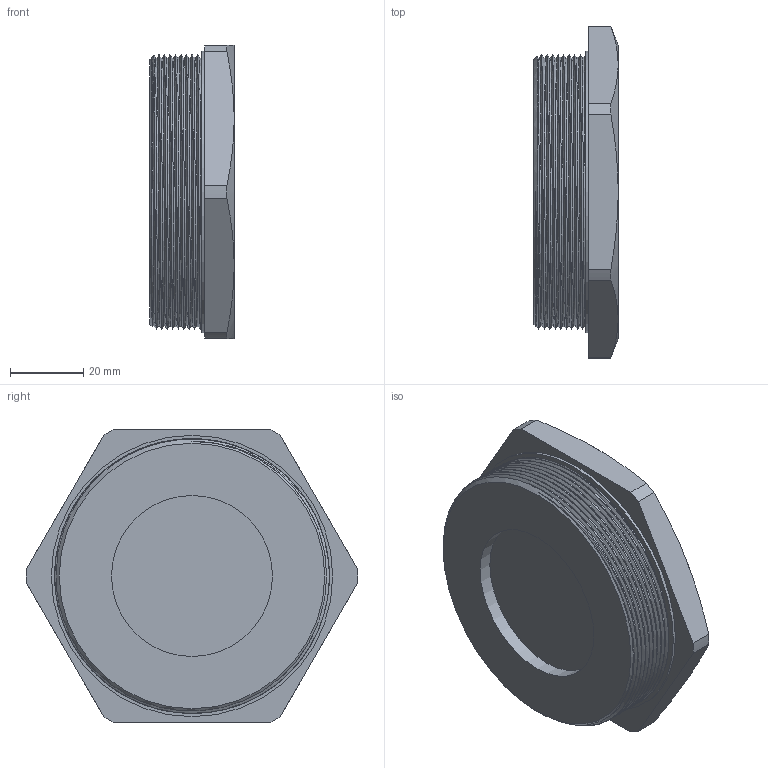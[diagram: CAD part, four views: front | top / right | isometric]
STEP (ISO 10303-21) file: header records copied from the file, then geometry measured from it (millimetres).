
FILE_DESCRIPTION(/* description */ ('Adapter Metall Ex M 75x1,5 / NPT 1 1/2"'),/* implementation_level */ '2;1');
FILE_NAME(/* name */ 'RX745809-RST.stp',/* time_stamp */ '2023-01-23T14:44:14+01:00',/* author */ ('sl'),/* organization */ (''),/* preprocessor_version */ 'ST-DEVELOPER v16.5',/* originating_system */ 'Autodesk Inventor 2017',/* authorisation */ '');
FILE_SCHEMA (('AUTOMOTIVE_DESIGN { 1 0 10303 214 3 1 1 }'));
Length unit declared in the file: millimetre
Products named in the file (1): RX745809
Bounding box: 23 x 90.49 x 80 mm (x, y, z)
Volume: 69732.8 mm3; surface area: 27325 mm2
Topology: 2 solids, 2 shells, 39 faces, 88 edges, 55 vertices
Faces by surface type: plane 13, cone 10, cylinder 10, bspline 6
Full cylindrical faces by diameter (mm): 43.88 x1, 76.7 x1
Entity records: 5208 total; most frequent: CARTESIAN_POINT 4385, ORIENTED_EDGE 162, DIRECTION 146, EDGE_CURVE 80, AXIS2_PLACEMENT_3D 64, VERTEX_POINT 52, EDGE_LOOP 46, FACE_OUTER_BOUND 37
